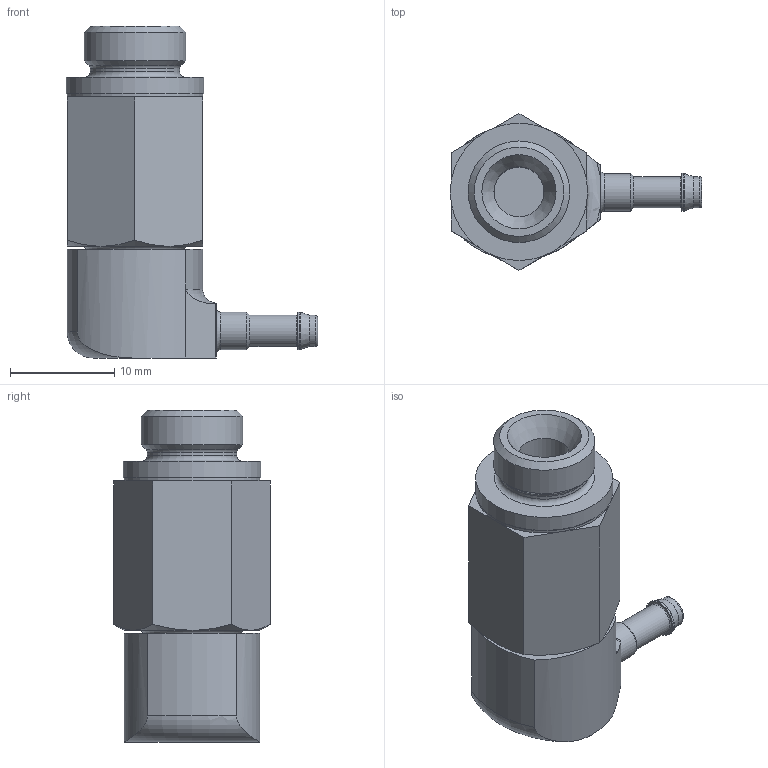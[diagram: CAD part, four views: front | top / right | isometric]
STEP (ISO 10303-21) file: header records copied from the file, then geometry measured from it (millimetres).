
FILE_DESCRIPTION(/* description */ ('STEP AP214'),/* implementation_level */ '2;1');
FILE_NAME(/* name */ '35985_LCNH-1_8-PK-3',/* time_stamp */ '2024-08-29T20:23:44+02:00',/* author */ ('License CC BY-ND 4.0'),/* organization */ ('CADENAS'),/* preprocessor_version */ 'ST-DEVELOPER v19.3',/* originating_system */ 'PARTsolutions',/* authorisation */ ' ');
FILE_SCHEMA (('AUTOMOTIVE_DESIGN {1 0 10303 214 3 1 1}'));
Length unit declared in the file: millimetre
Products named in the file (1): 35985 LCNH-1/8-PK-3
Bounding box: 24.07 x 15.01 x 31.8 mm (x, y, z)
Volume: 3662.8 mm3; surface area: 2396 mm2
Topology: 1 solids, 1 shells, 62 faces, 135 edges, 81 vertices
Faces by surface type: plane 26, cylinder 16, cone 11, torus 9
Full cylindrical faces by diameter (mm): 2 x1, 3 x2, 3.6 x2, 4.8 x1, 8.566 x1, 9.728 x1, 13 x1, 13.15 x1
Entity records: 1624 total; most frequent: CARTESIAN_POINT 337, DIRECTION 271, ORIENTED_EDGE 220, AXIS2_PLACEMENT_3D 118, EDGE_CURVE 110, EDGE_LOOP 93, FACE_BOUND 93, VERTEX_POINT 79
